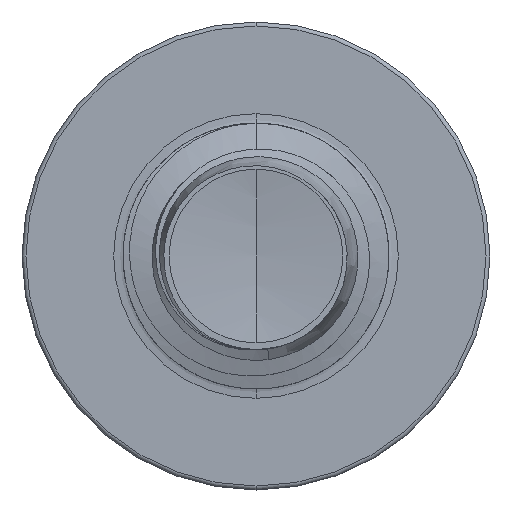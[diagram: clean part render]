
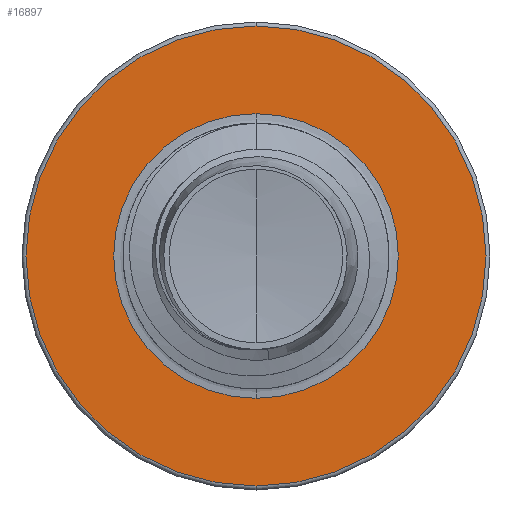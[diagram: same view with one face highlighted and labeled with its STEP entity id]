
A CAD part, front view. The second image highlights one B-rep face of the part: STEP entity #16897.
In plain terms, the highlighted planar face has unit normal (0, -1, 0).
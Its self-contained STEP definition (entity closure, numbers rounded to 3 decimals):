
#427 = DIRECTION ( 'NONE',  ( 0., 0., 1. ) ) ;
#895 = CIRCLE ( 'NONE', #14015, 2.677 ) ;
#945 = FACE_BOUND ( 'NONE', #17766, .T. ) ;
#1397 = CIRCLE ( 'NONE', #16773, 2.677 ) ;
#2496 = ORIENTED_EDGE ( 'NONE', *, *, #8548, .T. ) ;
#3022 = VERTEX_POINT ( 'NONE', #3248 ) ;
#3221 = CARTESIAN_POINT ( 'NONE',  ( 0., 8., 0. ) ) ;
#3248 = CARTESIAN_POINT ( 'NONE',  ( 0., 8., -4.325 ) ) ;
#3337 = AXIS2_PLACEMENT_3D ( 'NONE', #3221, #13296, #4734 ) ;
#3674 = EDGE_CURVE ( 'NONE', #3022, #8534, #12792, .T. ) ;
#4734 = DIRECTION ( 'NONE',  ( 0., 0., 1. ) ) ;
#4850 = DIRECTION ( 'NONE',  ( 0., 1., 0. ) ) ;
#4888 = FACE_OUTER_BOUND ( 'NONE', #10893, .T. ) ;
#5853 = CIRCLE ( 'NONE', #3337, 4.325 ) ;
#5959 = ORIENTED_EDGE ( 'NONE', *, *, #12421, .F. ) ;
#6228 = DIRECTION ( 'NONE',  ( 0., 1., 0. ) ) ;
#6343 = DIRECTION ( 'NONE',  ( 0., 1., 0. ) ) ;
#6358 = CARTESIAN_POINT ( 'NONE',  ( 0., 8., -2.677 ) ) ;
#6367 = AXIS2_PLACEMENT_3D ( 'NONE', #14845, #6343, #16161 ) ;
#8534 = VERTEX_POINT ( 'NONE', #17367 ) ;
#8548 = EDGE_CURVE ( 'NONE', #10517, #12080, #895, .T. ) ;
#9021 = AXIS2_PLACEMENT_3D ( 'NONE', #6358, #9290, #427 ) ;
#9290 = DIRECTION ( 'NONE',  ( 0., 1., 0. ) ) ;
#10517 = VERTEX_POINT ( 'NONE', #14239 ) ;
#10893 = EDGE_LOOP ( 'NONE', ( #5959, #14935 ) ) ;
#11490 = ORIENTED_EDGE ( 'NONE', *, *, #16702, .T. ) ;
#12028 = PLANE ( 'NONE',  #9021 ) ;
#12080 = VERTEX_POINT ( 'NONE', #14302 ) ;
#12421 = EDGE_CURVE ( 'NONE', #8534, #3022, #5853, .T. ) ;
#12792 = CIRCLE ( 'NONE', #6367, 4.325 ) ;
#13296 = DIRECTION ( 'NONE',  ( 0., 1., 0. ) ) ;
#13406 = CARTESIAN_POINT ( 'NONE',  ( 0., 8., 0. ) ) ;
#14015 = AXIS2_PLACEMENT_3D ( 'NONE', #13406, #4850, #14834 ) ;
#14239 = CARTESIAN_POINT ( 'NONE',  ( 0., 8., -2.677 ) ) ;
#14302 = CARTESIAN_POINT ( 'NONE',  ( 0., 8., 2.677 ) ) ;
#14748 = CARTESIAN_POINT ( 'NONE',  ( 0., 8., 0. ) ) ;
#14834 = DIRECTION ( 'NONE',  ( 0., 0., 1. ) ) ;
#14845 = CARTESIAN_POINT ( 'NONE',  ( 0., 8., 0. ) ) ;
#14935 = ORIENTED_EDGE ( 'NONE', *, *, #3674, .F. ) ;
#16065 = DIRECTION ( 'NONE',  ( 0., 0., 1. ) ) ;
#16161 = DIRECTION ( 'NONE',  ( 0., 0., 1. ) ) ;
#16702 = EDGE_CURVE ( 'NONE', #12080, #10517, #1397, .T. ) ;
#16773 = AXIS2_PLACEMENT_3D ( 'NONE', #14748, #6228, #16065 ) ;
#16897 = ADVANCED_FACE ( 'NONE', ( #4888, #945 ), #12028, .F. ) ;
#17367 = CARTESIAN_POINT ( 'NONE',  ( 0., 8., 4.325 ) ) ;
#17766 = EDGE_LOOP ( 'NONE', ( #11490, #2496 ) ) ;
